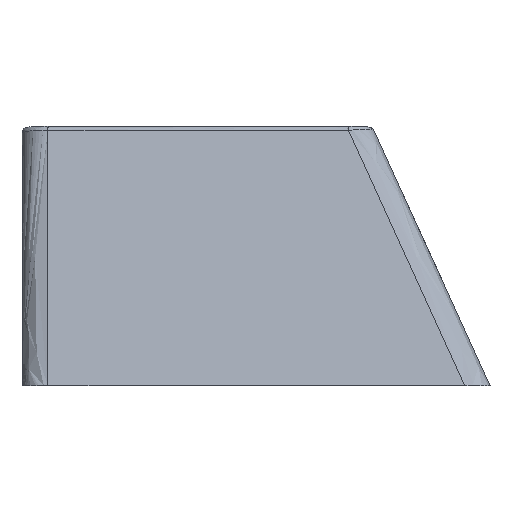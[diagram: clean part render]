
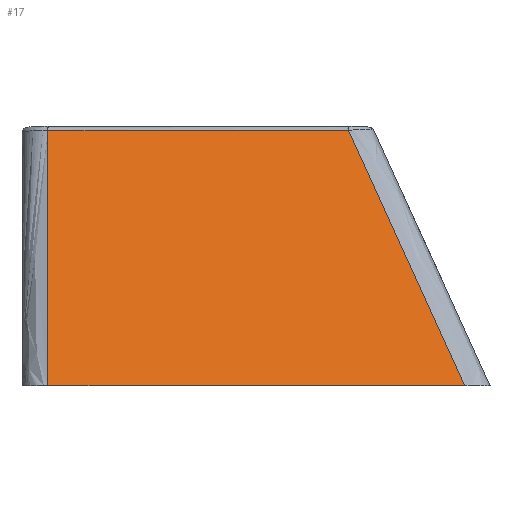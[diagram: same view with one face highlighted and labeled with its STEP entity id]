
A CAD part, left-side view. The second image highlights one B-rep face of the part: STEP entity #17.
In plain terms, the highlighted free-form (B-spline) face has degree [1, 1] with [2, 2] control points.
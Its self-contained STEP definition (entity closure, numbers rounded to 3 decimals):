
#17 = ADVANCED_FACE('',(#18),#83,.F.);
#18 = FACE_BOUND('',#19,.F.);
#19 = EDGE_LOOP('',(#20,#38,#61,#77));
#20 = ORIENTED_EDGE('',*,*,#21,.T.);
#21 = EDGE_CURVE('',#22,#24,#26,.T.);
#22 = VERTEX_POINT('',#23);
#23 = CARTESIAN_POINT('',(-23.313,8.025,0.));
#24 = VERTEX_POINT('',#25);
#25 = CARTESIAN_POINT('',(-20.58,8.025,9.846));
#26 = B_SPLINE_CURVE_WITH_KNOTS('',4,(#27,#28,#29,#30,#31,#32,#33,#34,
    #35,#36,#37),.UNSPECIFIED.,.F.,.F.,(5,3,3,5),(-0.635,
    0.,10.655,11.291),.UNSPECIFIED.);
#27 = CARTESIAN_POINT('',(-23.482,8.025,-0.612));
#28 = CARTESIAN_POINT('',(-23.44,8.025,-0.459));
#29 = CARTESIAN_POINT('',(-23.397,8.025,-0.306));
#30 = CARTESIAN_POINT('',(-23.355,8.025,-0.153));
#31 = CARTESIAN_POINT('',(-22.6,8.025,2.567));
#32 = CARTESIAN_POINT('',(-21.888,8.025,5.134));
#33 = CARTESIAN_POINT('',(-21.176,8.025,7.701));
#34 = CARTESIAN_POINT('',(-20.421,8.025,10.42));
#35 = CARTESIAN_POINT('',(-20.378,8.025,10.573));
#36 = CARTESIAN_POINT('',(-20.336,8.025,10.726));
#37 = CARTESIAN_POINT('',(-20.293,8.025,10.879));
#38 = ORIENTED_EDGE('',*,*,#39,.T.);
#39 = EDGE_CURVE('',#24,#40,#42,.T.);
#40 = VERTEX_POINT('',#41);
#41 = CARTESIAN_POINT('',(-20.58,-3.568,9.846
    ));
#42 = ( BOUNDED_CURVE() B_SPLINE_CURVE(9,(#43,#44,#45,#46,#47,#48,#49,
    #50,#51,#52,#53,#54,#55,#56,#57,#58,#59,#60),.UNSPECIFIED.,.F.,.F.) 
B_SPLINE_CURVE_WITH_KNOTS((10,8,10),(94.615,106.095,
106.162),.UNSPECIFIED.) CURVE() GEOMETRIC_REPRESENTATION_ITEM() 
RATIONAL_B_SPLINE_CURVE((1.,1.,1.,1.,1.,1.,1.,1.,1.,1.,1.,1.,1.,1.,1.,1.
,1.,1.)) REPRESENTATION_ITEM('') );
#43 = CARTESIAN_POINT('',(-20.58,8.025,9.846)
  );
#44 = CARTESIAN_POINT('',(-20.58,6.72,9.846)
  );
#45 = CARTESIAN_POINT('',(-20.58,5.457,9.846)
  );
#46 = CARTESIAN_POINT('',(-20.58,4.174,9.846)
  );
#47 = CARTESIAN_POINT('',(-20.58,2.908,9.846)
  );
#48 = CARTESIAN_POINT('',(-20.58,1.617,9.846)
  );
#49 = CARTESIAN_POINT('',(-20.58,0.349,9.846)
  );
#50 = CARTESIAN_POINT('',(-20.58,-0.934,9.846
    ));
#51 = CARTESIAN_POINT('',(-20.58,-2.203,9.846
    ));
#52 = CARTESIAN_POINT('',(-20.58,-3.507,9.846)
  );
#53 = CARTESIAN_POINT('',(-20.58,-3.514,9.846)
  );
#54 = CARTESIAN_POINT('',(-20.58,-3.522,9.846)
  );
#55 = CARTESIAN_POINT('',(-20.58,-3.53,9.846)
  );
#56 = CARTESIAN_POINT('',(-20.58,-3.537,9.846
    ));
#57 = CARTESIAN_POINT('',(-20.58,-3.545,9.846
    ));
#58 = CARTESIAN_POINT('',(-20.58,-3.553,9.846)
  );
#59 = CARTESIAN_POINT('',(-20.58,-3.56,9.846)
  );
#60 = CARTESIAN_POINT('',(-20.58,-3.568,9.846
    ));
#61 = ORIENTED_EDGE('',*,*,#62,.F.);
#62 = EDGE_CURVE('',#63,#40,#65,.T.);
#63 = VERTEX_POINT('',#64);
#64 = CARTESIAN_POINT('',(-23.313,-8.048,0.));
#65 = B_SPLINE_CURVE_WITH_KNOTS('',4,(#66,#67,#68,#69,#70,#71,#72,#73,
    #74,#75,#76),.UNSPECIFIED.,.F.,.F.,(5,3,3,5),(-0.467,
    0.226,11.724,12.417),.UNSPECIFIED.);
#66 = CARTESIAN_POINT('',(-23.523,-8.393,
    -0.759));
#67 = CARTESIAN_POINT('',(-23.481,-8.324,
    -0.606));
#68 = CARTESIAN_POINT('',(-23.438,-8.254,
    -0.453));
#69 = CARTESIAN_POINT('',(-23.396,-8.184,
    -0.3));
#70 = CARTESIAN_POINT('',(-22.649,-6.961,2.39
    ));
#71 = CARTESIAN_POINT('',(-21.945,-5.806,4.927)
  );
#72 = CARTESIAN_POINT('',(-21.241,-4.652,7.463
    ));
#73 = CARTESIAN_POINT('',(-20.495,-3.428,10.153));
#74 = CARTESIAN_POINT('',(-20.453,-3.359,10.306));
#75 = CARTESIAN_POINT('',(-20.41,-3.289,10.459));
#76 = CARTESIAN_POINT('',(-20.368,-3.22,10.612));
#77 = ORIENTED_EDGE('',*,*,#78,.T.);
#78 = EDGE_CURVE('',#63,#22,#79,.T.);
#79 = LINE('',#80,#81);
#80 = CARTESIAN_POINT('',(-23.313,-9.025,0.));
#81 = VECTOR('',#82,1.);
#82 = DIRECTION('',(0.,1.,0.));
#83 = B_SPLINE_SURFACE_WITH_KNOTS('',1,1,(
    (#84,#85)
    ,(#86,#87
  )),.UNSPECIFIED.,.F.,.F.,.F.,(2,2),(2,2),(0.,18.05),(0.,1.),
  .PIECEWISE_BEZIER_KNOTS.);
#84 = CARTESIAN_POINT('',(-23.313,-9.025,0.));
#85 = CARTESIAN_POINT('',(-20.538,-4.475,10.));
#86 = CARTESIAN_POINT('',(-23.313,9.025,0.));
#87 = CARTESIAN_POINT('',(-20.538,9.025,10.));
